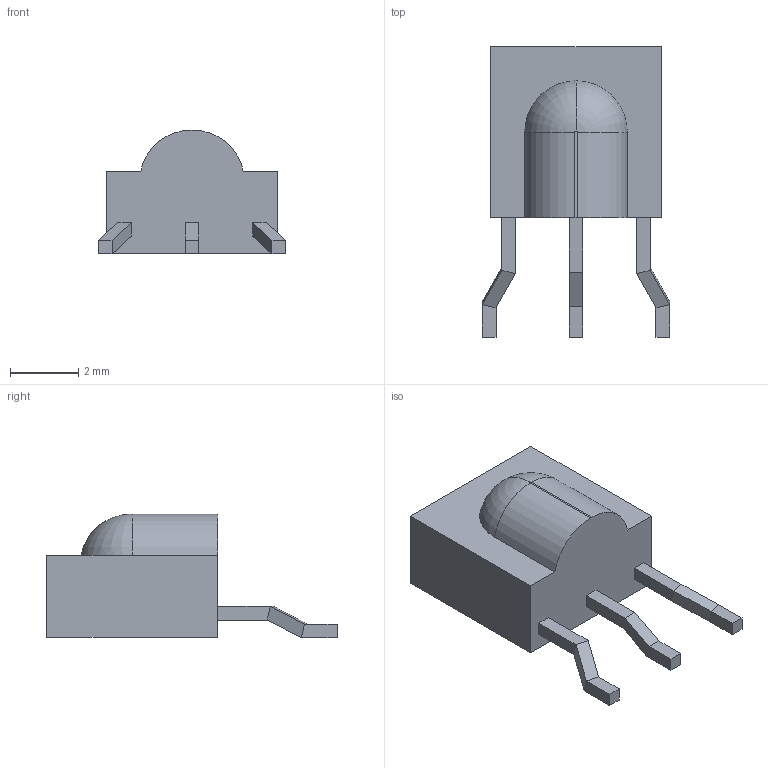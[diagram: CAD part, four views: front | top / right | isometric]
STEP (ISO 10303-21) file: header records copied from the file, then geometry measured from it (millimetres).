
FILE_DESCRIPTION (( 'STEP AP214' ), '1' );
FILE_NAME ('IR-SMD_3P-L5.0-W5.0-P2.54-LS8.5.STEP', '2023-10-14T00:56:54', ( '' ), ( '' ), 'SwSTEP 2.0', 'SolidWorks 2020', '' );
FILE_SCHEMA (( 'AUTOMOTIVE_DESIGN' ));
Length unit declared in the file: millimetre
Products named in the file (1): IR-SMD_3P-L5.0-W5.0-P2.54-LS8.5
Bounding box: 5.48 x 8.5 x 3.62 mm (x, y, z)
Volume: 71.2 mm3; surface area: 124 mm2
Topology: 1 solids, 1 shells, 270 faces, 722 edges, 476 vertices
Faces by surface type: plane 168, bspline 98, cylinder 2, torus 2
Entity records: 11843 total; most frequent: CARTESIAN_POINT 2775, ORIENTED_EDGE 1444, DIRECTION 877, EDGE_CURVE 722, VECTOR 513, LINE 513, VERTEX_POINT 476, EDGE_LOOP 292
